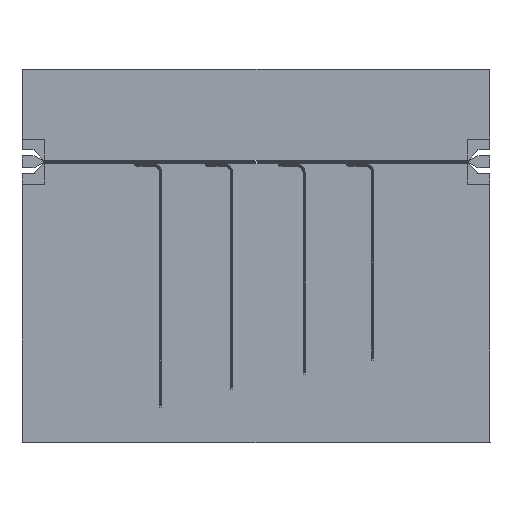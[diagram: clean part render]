
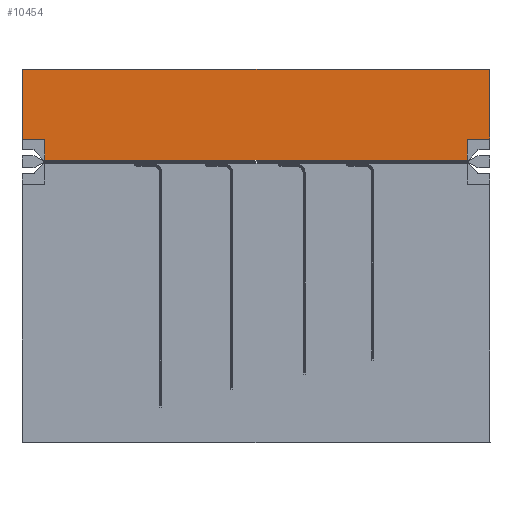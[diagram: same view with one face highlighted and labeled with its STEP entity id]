
A CAD part, top view. The second image highlights one B-rep face of the part: STEP entity #10454.
In plain terms, the highlighted planar face has unit normal (0, 0, 1).
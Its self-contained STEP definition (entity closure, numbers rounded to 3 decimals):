
#10454 = ADVANCED_FACE('',(#10455),#10649,.T.);
#10455 = FACE_BOUND('',#10456,.T.);
#10456 = EDGE_LOOP('',(#10457,#10467,#10475,#10483,#10491,#10499,#10507,
    #10515,#10523,#10531,#10539,#10547,#10555,#10563,#10571,#10579,
    #10587,#10595,#10603,#10611,#10619,#10627,#10635,#10643));
#10457 = ORIENTED_EDGE('',*,*,#10458,.T.);
#10458 = EDGE_CURVE('',#10459,#10461,#10463,.T.);
#10459 = VERTEX_POINT('',#10460);
#10460 = CARTESIAN_POINT('',(148.034,-104.034,0.02));
#10461 = VERTEX_POINT('',#10462);
#10462 = CARTESIAN_POINT('',(148.03,-104.043,0.02));
#10463 = LINE('',#10464,#10465);
#10464 = CARTESIAN_POINT('',(148.034,-104.034,0.02));
#10465 = VECTOR('',#10466,1.);
#10466 = DIRECTION('',(-0.383,-0.924,0.));
#10467 = ORIENTED_EDGE('',*,*,#10468,.T.);
#10468 = EDGE_CURVE('',#10461,#10469,#10471,.T.);
#10469 = VERTEX_POINT('',#10470);
#10470 = CARTESIAN_POINT('',(148.03,-105.728,0.02));
#10471 = LINE('',#10472,#10473);
#10472 = CARTESIAN_POINT('',(148.03,-104.043,0.02));
#10473 = VECTOR('',#10474,1.);
#10474 = DIRECTION('',(0.,-1.,0.));
#10475 = ORIENTED_EDGE('',*,*,#10476,.T.);
#10476 = EDGE_CURVE('',#10469,#10477,#10479,.T.);
#10477 = VERTEX_POINT('',#10478);
#10478 = CARTESIAN_POINT('',(148.034,-105.737,0.02));
#10479 = LINE('',#10480,#10481);
#10480 = CARTESIAN_POINT('',(148.03,-105.728,0.02));
#10481 = VECTOR('',#10482,1.);
#10482 = DIRECTION('',(0.383,-0.924,0.));
#10483 = ORIENTED_EDGE('',*,*,#10484,.T.);
#10484 = EDGE_CURVE('',#10477,#10485,#10487,.T.);
#10485 = VERTEX_POINT('',#10486);
#10486 = CARTESIAN_POINT('',(148.043,-105.741,0.02));
#10487 = LINE('',#10488,#10489);
#10488 = CARTESIAN_POINT('',(148.034,-105.737,0.02));
#10489 = VECTOR('',#10490,1.);
#10490 = DIRECTION('',(0.924,-0.383,0.));
#10491 = ORIENTED_EDGE('',*,*,#10492,.T.);
#10492 = EDGE_CURVE('',#10485,#10493,#10495,.T.);
#10493 = VERTEX_POINT('',#10494);
#10494 = CARTESIAN_POINT('',(148.284,-105.741,0.02));
#10495 = LINE('',#10496,#10497);
#10496 = CARTESIAN_POINT('',(148.043,-105.741,0.02));
#10497 = VECTOR('',#10498,1.);
#10498 = DIRECTION('',(1.,-0.001,0.));
#10499 = ORIENTED_EDGE('',*,*,#10500,.T.);
#10500 = EDGE_CURVE('',#10493,#10501,#10503,.T.);
#10501 = VERTEX_POINT('',#10502);
#10502 = CARTESIAN_POINT('',(148.285,-105.741,0.02));
#10503 = LINE('',#10504,#10505);
#10504 = CARTESIAN_POINT('',(148.284,-105.741,0.02));
#10505 = VECTOR('',#10506,1.);
#10506 = DIRECTION('',(0.992,-0.128,0.));
#10507 = ORIENTED_EDGE('',*,*,#10508,.T.);
#10508 = EDGE_CURVE('',#10501,#10509,#10511,.T.);
#10509 = VERTEX_POINT('',#10510);
#10510 = CARTESIAN_POINT('',(148.285,-105.741,0.02));
#10511 = LINE('',#10512,#10513);
#10512 = CARTESIAN_POINT('',(148.285,-105.741,0.02));
#10513 = VECTOR('',#10514,1.);
#10514 = DIRECTION('',(0.735,-0.678,0.));
#10515 = ORIENTED_EDGE('',*,*,#10516,.T.);
#10516 = EDGE_CURVE('',#10509,#10517,#10519,.T.);
#10517 = VERTEX_POINT('',#10518);
#10518 = CARTESIAN_POINT('',(148.482,-105.962,0.02));
#10519 = LINE('',#10520,#10521);
#10520 = CARTESIAN_POINT('',(148.285,-105.741,0.02));
#10521 = VECTOR('',#10522,1.);
#10522 = DIRECTION('',(0.665,-0.747,0.));
#10523 = ORIENTED_EDGE('',*,*,#10524,.T.);
#10524 = EDGE_CURVE('',#10517,#10525,#10527,.T.);
#10525 = VERTEX_POINT('',#10526);
#10526 = CARTESIAN_POINT('',(148.492,-105.966,0.02));
#10527 = LINE('',#10528,#10529);
#10528 = CARTESIAN_POINT('',(148.482,-105.962,0.02));
#10529 = VECTOR('',#10530,1.);
#10530 = DIRECTION('',(0.931,-0.364,0.));
#10531 = ORIENTED_EDGE('',*,*,#10532,.T.);
#10532 = EDGE_CURVE('',#10525,#10533,#10535,.T.);
#10533 = VERTEX_POINT('',#10534);
#10534 = CARTESIAN_POINT('',(148.495,-105.966,0.02));
#10535 = LINE('',#10536,#10537);
#10536 = CARTESIAN_POINT('',(148.492,-105.966,0.02));
#10537 = VECTOR('',#10538,1.);
#10538 = DIRECTION('',(0.995,0.098,0.));
#10539 = ORIENTED_EDGE('',*,*,#10540,.T.);
#10540 = EDGE_CURVE('',#10533,#10541,#10543,.T.);
#10541 = VERTEX_POINT('',#10542);
#10542 = CARTESIAN_POINT('',(157.505,-105.966,0.02));
#10543 = LINE('',#10544,#10545);
#10544 = CARTESIAN_POINT('',(148.495,-105.966,0.02));
#10545 = VECTOR('',#10546,1.);
#10546 = DIRECTION('',(1.,0.,0.));
#10547 = ORIENTED_EDGE('',*,*,#10548,.T.);
#10548 = EDGE_CURVE('',#10541,#10549,#10551,.T.);
#10549 = VERTEX_POINT('',#10550);
#10550 = CARTESIAN_POINT('',(157.509,-105.966,0.02));
#10551 = LINE('',#10552,#10553);
#10552 = CARTESIAN_POINT('',(157.505,-105.966,0.02));
#10553 = VECTOR('',#10554,1.);
#10554 = DIRECTION('',(0.995,-0.098,0.));
#10555 = ORIENTED_EDGE('',*,*,#10556,.T.);
#10556 = EDGE_CURVE('',#10549,#10557,#10559,.T.);
#10557 = VERTEX_POINT('',#10558);
#10558 = CARTESIAN_POINT('',(157.519,-105.962,0.02));
#10559 = LINE('',#10560,#10561);
#10560 = CARTESIAN_POINT('',(157.509,-105.966,0.02));
#10561 = VECTOR('',#10562,1.);
#10562 = DIRECTION('',(0.931,0.364,0.));
#10563 = ORIENTED_EDGE('',*,*,#10564,.T.);
#10564 = EDGE_CURVE('',#10557,#10565,#10567,.T.);
#10565 = VERTEX_POINT('',#10566);
#10566 = CARTESIAN_POINT('',(157.715,-105.742,0.02));
#10567 = LINE('',#10568,#10569);
#10568 = CARTESIAN_POINT('',(157.519,-105.962,0.02));
#10569 = VECTOR('',#10570,1.);
#10570 = DIRECTION('',(0.664,0.747,0.));
#10571 = ORIENTED_EDGE('',*,*,#10572,.T.);
#10572 = EDGE_CURVE('',#10565,#10573,#10575,.T.);
#10573 = VERTEX_POINT('',#10574);
#10574 = CARTESIAN_POINT('',(157.716,-105.741,0.02));
#10575 = LINE('',#10576,#10577);
#10576 = CARTESIAN_POINT('',(157.715,-105.742,0.02));
#10577 = VECTOR('',#10578,1.);
#10578 = DIRECTION('',(0.754,0.656,0.));
#10579 = ORIENTED_EDGE('',*,*,#10580,.T.);
#10580 = EDGE_CURVE('',#10573,#10581,#10583,.T.);
#10581 = VERTEX_POINT('',#10582);
#10582 = CARTESIAN_POINT('',(157.717,-105.741,0.02));
#10583 = LINE('',#10584,#10585);
#10584 = CARTESIAN_POINT('',(157.716,-105.741,0.02));
#10585 = VECTOR('',#10586,1.);
#10586 = DIRECTION('',(0.995,0.097,0.));
#10587 = ORIENTED_EDGE('',*,*,#10588,.T.);
#10588 = EDGE_CURVE('',#10581,#10589,#10591,.T.);
#10589 = VERTEX_POINT('',#10590);
#10590 = CARTESIAN_POINT('',(157.957,-105.741,0.02));
#10591 = LINE('',#10592,#10593);
#10592 = CARTESIAN_POINT('',(157.717,-105.741,0.02));
#10593 = VECTOR('',#10594,1.);
#10594 = DIRECTION('',(1.,-0.001,0.));
#10595 = ORIENTED_EDGE('',*,*,#10596,.T.);
#10596 = EDGE_CURVE('',#10589,#10597,#10599,.T.);
#10597 = VERTEX_POINT('',#10598);
#10598 = CARTESIAN_POINT('',(157.966,-105.738,0.02));
#10599 = LINE('',#10600,#10601);
#10600 = CARTESIAN_POINT('',(157.957,-105.741,0.02));
#10601 = VECTOR('',#10602,1.);
#10602 = DIRECTION('',(0.924,0.382,0.));
#10603 = ORIENTED_EDGE('',*,*,#10604,.T.);
#10604 = EDGE_CURVE('',#10597,#10605,#10607,.T.);
#10605 = VERTEX_POINT('',#10606);
#10606 = CARTESIAN_POINT('',(157.97,-105.729,0.02));
#10607 = LINE('',#10608,#10609);
#10608 = CARTESIAN_POINT('',(157.966,-105.738,0.02));
#10609 = VECTOR('',#10610,1.);
#10610 = DIRECTION('',(0.383,0.924,0.));
#10611 = ORIENTED_EDGE('',*,*,#10612,.T.);
#10612 = EDGE_CURVE('',#10605,#10613,#10615,.T.);
#10613 = VERTEX_POINT('',#10614);
#10614 = CARTESIAN_POINT('',(157.97,-104.043,0.02));
#10615 = LINE('',#10616,#10617);
#10616 = CARTESIAN_POINT('',(157.97,-105.729,0.02));
#10617 = VECTOR('',#10618,1.);
#10618 = DIRECTION('',(0.,1.,0.));
#10619 = ORIENTED_EDGE('',*,*,#10620,.T.);
#10620 = EDGE_CURVE('',#10613,#10621,#10623,.T.);
#10621 = VERTEX_POINT('',#10622);
#10622 = CARTESIAN_POINT('',(157.966,-104.034,0.02));
#10623 = LINE('',#10624,#10625);
#10624 = CARTESIAN_POINT('',(157.97,-104.043,0.02));
#10625 = VECTOR('',#10626,1.);
#10626 = DIRECTION('',(-0.383,0.924,0.));
#10627 = ORIENTED_EDGE('',*,*,#10628,.T.);
#10628 = EDGE_CURVE('',#10621,#10629,#10631,.T.);
#10629 = VERTEX_POINT('',#10630);
#10630 = CARTESIAN_POINT('',(157.957,-104.03,0.02));
#10631 = LINE('',#10632,#10633);
#10632 = CARTESIAN_POINT('',(157.966,-104.034,0.02));
#10633 = VECTOR('',#10634,1.);
#10634 = DIRECTION('',(-0.924,0.383,0.));
#10635 = ORIENTED_EDGE('',*,*,#10636,.T.);
#10636 = EDGE_CURVE('',#10629,#10637,#10639,.T.);
#10637 = VERTEX_POINT('',#10638);
#10638 = CARTESIAN_POINT('',(148.043,-104.03,0.02));
#10639 = LINE('',#10640,#10641);
#10640 = CARTESIAN_POINT('',(157.957,-104.03,0.02));
#10641 = VECTOR('',#10642,1.);
#10642 = DIRECTION('',(-1.,0.,0.));
#10643 = ORIENTED_EDGE('',*,*,#10644,.T.);
#10644 = EDGE_CURVE('',#10637,#10459,#10645,.T.);
#10645 = LINE('',#10646,#10647);
#10646 = CARTESIAN_POINT('',(148.043,-104.03,0.02));
#10647 = VECTOR('',#10648,1.);
#10648 = DIRECTION('',(-0.924,-0.383,0.));
#10649 = PLANE('',#10650);
#10650 = AXIS2_PLACEMENT_3D('',#10651,#10652,#10653);
#10651 = CARTESIAN_POINT('',(153.,-104.982,0.02));
#10652 = DIRECTION('',(0.,0.,1.));
#10653 = DIRECTION('',(-1.,0.,0.));
